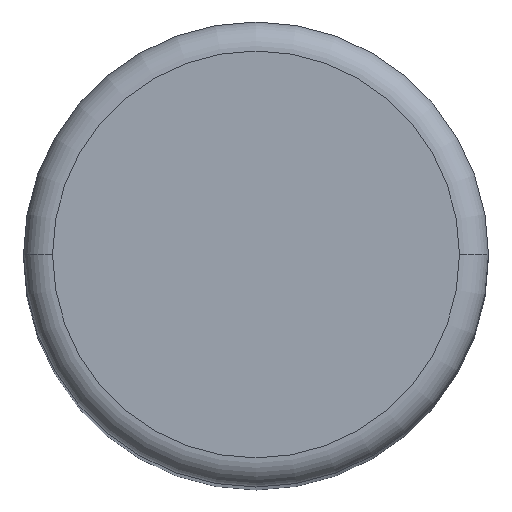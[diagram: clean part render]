
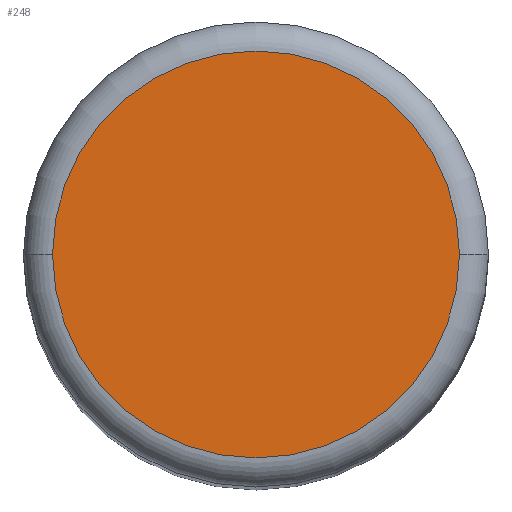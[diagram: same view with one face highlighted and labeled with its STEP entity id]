
A CAD part, top view. The second image highlights one B-rep face of the part: STEP entity #248.
In plain terms, the highlighted planar face has unit normal (0, 0, 1).
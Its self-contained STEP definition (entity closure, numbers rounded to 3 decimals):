
#56=CARTESIAN_POINT('',(0.,0.,0.));
#57=DIRECTION('',(0.,0.,1.));
#58=DIRECTION('',(-1.,0.,0.));
#59=AXIS2_PLACEMENT_3D('',#56,#57,#58);
#65=CARTESIAN_POINT('',(0.,0.,0.));
#66=DIRECTION('',(0.,0.,1.));
#67=DIRECTION('',(1.,0.,0.));
#68=AXIS2_PLACEMENT_3D('',#65,#66,#67);
#213=CARTESIAN_POINT('',(-3.5,0.,0.));
#214=CARTESIAN_POINT('',(3.5,0.,0.));
#215=VERTEX_POINT('',#213);
#216=VERTEX_POINT('',#214);
#237=CARTESIAN_POINT('',(0.,0.,0.));
#238=DIRECTION('',(0.,0.,1.));
#239=DIRECTION('',(1.,0.,0.));
#240=AXIS2_PLACEMENT_3D('',#237,#238,#239);
#241=PLANE('',#240);
#243=ORIENTED_EDGE('',*,*,#242,.F.);
#245=ORIENTED_EDGE('',*,*,#244,.F.);
#246=EDGE_LOOP('',(#243,#245));
#247=FACE_OUTER_BOUND('',#246,.F.);
#248=ADVANCED_FACE('',(#247),#241,.T.);
#60=CIRCLE('',#59,3.5);
#69=CIRCLE('',#68,3.5);
#242=EDGE_CURVE('',#215,#216,#60,.T.);
#244=EDGE_CURVE('',#216,#215,#69,.T.);
